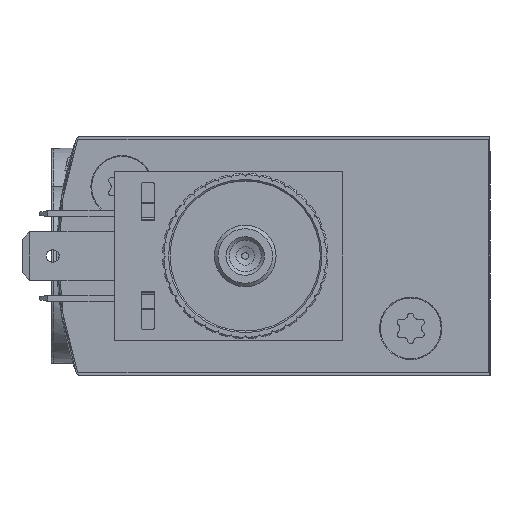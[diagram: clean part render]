
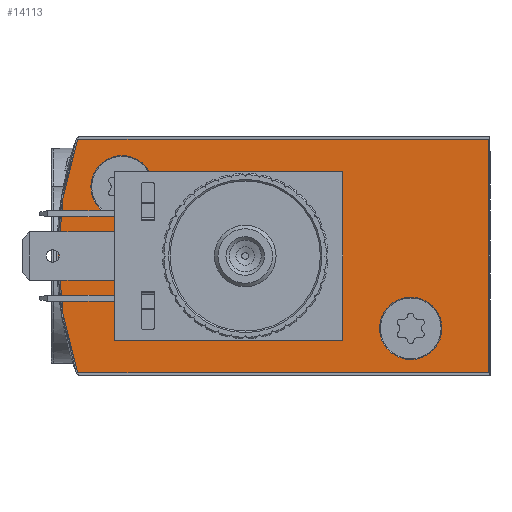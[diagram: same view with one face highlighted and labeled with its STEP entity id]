
A CAD part, left-side view. The second image highlights one B-rep face of the part: STEP entity #14113.
In plain terms, the highlighted planar face has unit normal (-1, 0, 0).
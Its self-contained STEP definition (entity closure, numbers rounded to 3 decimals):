
#1158=LINE('',#24142,#2395);
#1166=LINE('',#24176,#2403);
#1172=LINE('',#24193,#2409);
#2395=VECTOR('',#19765,1000.);
#2403=VECTOR('',#19797,1000.);
#2409=VECTOR('',#19813,1000.);
#4779=ORIENTED_EDGE('',*,*,#7975,.F.);
#4780=ORIENTED_EDGE('',*,*,#7976,.T.);
#4781=ORIENTED_EDGE('',*,*,#7977,.T.);
#4782=ORIENTED_EDGE('',*,*,#7936,.F.);
#4783=ORIENTED_EDGE('',*,*,#7869,.F.);
#4784=ORIENTED_EDGE('',*,*,#7971,.F.);
#4785=ORIENTED_EDGE('',*,*,#7968,.F.);
#4786=ORIENTED_EDGE('',*,*,#7958,.F.);
#4787=ORIENTED_EDGE('',*,*,#7939,.F.);
#7869=EDGE_CURVE('',#9639,#9640,#10706,.T.);
#7936=EDGE_CURVE('',#9640,#9699,#10743,.T.);
#7939=EDGE_CURVE('',#9699,#9701,#1158,.T.);
#7958=EDGE_CURVE('',#9701,#9715,#1166,.T.);
#7968=EDGE_CURVE('',#9715,#9721,#1172,.T.);
#7971=EDGE_CURVE('',#9721,#9639,#10760,.T.);
#7975=EDGE_CURVE('',#9725,#9725,#10764,.F.);
#7976=EDGE_CURVE('',#9726,#9726,#10765,.T.);
#7977=EDGE_CURVE('',#9727,#9727,#10766,.T.);
#9639=VERTEX_POINT('',#23997);
#9640=VERTEX_POINT('',#23998);
#9699=VERTEX_POINT('',#24137);
#9701=VERTEX_POINT('',#24143);
#9715=VERTEX_POINT('',#24177);
#9721=VERTEX_POINT('',#24194);
#9725=VERTEX_POINT('',#24208);
#9726=VERTEX_POINT('',#24210);
#9727=VERTEX_POINT('',#24212);
#10706=CIRCLE('',#16991,46.5);
#10743=CIRCLE('',#17041,0.2);
#10760=CIRCLE('',#17062,0.2);
#10764=CIRCLE('',#17068,5.);
#10765=CIRCLE('',#17069,4.05);
#10766=CIRCLE('',#17070,4.05);
#11569=EDGE_LOOP('',(#4779));
#11570=EDGE_LOOP('',(#4780));
#11571=EDGE_LOOP('',(#4781));
#11572=EDGE_LOOP('',(#4782,#4783,#4784,#4785,#4786,#4787));
#12661=FACE_BOUND('',#11569,.T.);
#12662=FACE_BOUND('',#11570,.T.);
#12663=FACE_BOUND('',#11571,.T.);
#12664=FACE_BOUND('',#11572,.T.);
#13520=PLANE('',#17067);
#14113=ADVANCED_FACE('',(#12661,#12662,#12663,#12664),#13520,.F.);
#16991=AXIS2_PLACEMENT_3D('',#23996,#19628,#19629);
#17041=AXIS2_PLACEMENT_3D('',#24136,#19758,#19759);
#17062=AXIS2_PLACEMENT_3D('',#24199,#19818,#19819);
#17067=AXIS2_PLACEMENT_3D('',#24206,#19828,#19829);
#17068=AXIS2_PLACEMENT_3D('',#24207,#19830,#19831);
#17069=AXIS2_PLACEMENT_3D('',#24209,#19832,#19833);
#17070=AXIS2_PLACEMENT_3D('',#24211,#19834,#19835);
#19628=DIRECTION('',(1.,0.,0.));
#19629=DIRECTION('',(0.,0.,-1.));
#19758=DIRECTION('',(1.,0.,0.));
#19759=DIRECTION('',(0.,0.,-1.));
#19765=DIRECTION('',(0.,-1.,0.));
#19797=DIRECTION('',(0.,0.,-1.));
#19813=DIRECTION('',(0.,1.,0.));
#19818=DIRECTION('',(1.,0.,0.));
#19819=DIRECTION('',(0.,0.,-1.));
#19828=DIRECTION('',(1.,0.,0.));
#19829=DIRECTION('',(0.,0.,-1.));
#19830=DIRECTION('',(1.,0.,0.));
#19831=DIRECTION('',(0.,0.,-1.));
#19832=DIRECTION('',(1.,0.,0.));
#19833=DIRECTION('',(0.,0.,-1.));
#19834=DIRECTION('',(1.,0.,0.));
#19835=DIRECTION('',(0.,0.,-1.));
#23996=CARTESIAN_POINT('',(0.,9.6,0.));
#23997=CARTESIAN_POINT('',(0.,53.592,-15.065));
#23998=CARTESIAN_POINT('',(0.,53.592,15.065));
#24136=CARTESIAN_POINT('',(0.,53.403,15.));
#24137=CARTESIAN_POINT('',(0.,53.403,15.2));
#24142=CARTESIAN_POINT('',(0.,53.403,15.2));
#24143=CARTESIAN_POINT('',(0.,0.2,15.2));
#24176=CARTESIAN_POINT('',(0.,0.2,15.2));
#24177=CARTESIAN_POINT('',(0.,0.2,-15.2));
#24193=CARTESIAN_POINT('',(0.,0.2,-15.2));
#24194=CARTESIAN_POINT('',(0.,53.403,-15.2));
#24199=CARTESIAN_POINT('',(0.,53.403,-15.));
#24206=CARTESIAN_POINT('',(0.,53.403,15.));
#24207=CARTESIAN_POINT('',(0.,31.8,0.));
#24208=CARTESIAN_POINT('',(0.,31.8,-5.));
#24209=CARTESIAN_POINT('',(0.,47.8,9.));
#24210=CARTESIAN_POINT('',(0.,47.8,4.95));
#24211=CARTESIAN_POINT('',(0.,10.3,-9.4));
#24212=CARTESIAN_POINT('',(0.,10.3,-13.45));
